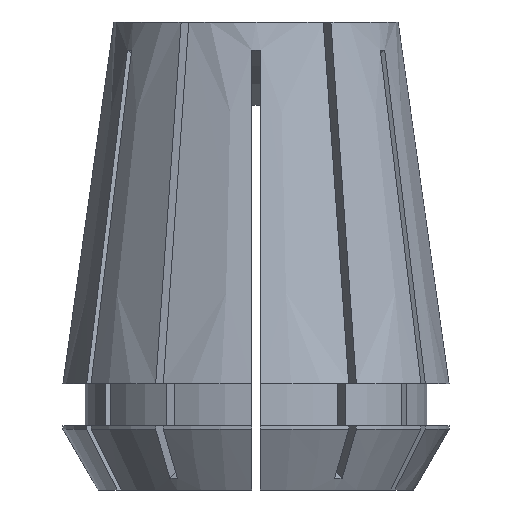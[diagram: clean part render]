
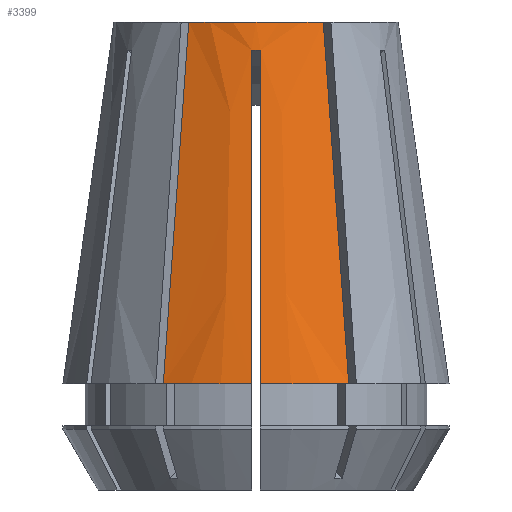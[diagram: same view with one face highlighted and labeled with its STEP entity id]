
A CAD part, front view. The second image highlights one B-rep face of the part: STEP entity #3399.
In plain terms, the highlighted conical face has half-angle 8 degrees and reference radius 16.5 mm.
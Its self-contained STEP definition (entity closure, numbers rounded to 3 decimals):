
#38 = CARTESIAN_POINT ( 'NONE',  ( 5.751, -10.711, 0. ) ) ;
#60 = CARTESIAN_POINT ( 'NONE',  ( -0.375, -16.496, -30.9 ) ) ;
#73 = VERTEX_POINT ( 'NONE', #2517 ) ;
#74 = CARTESIAN_POINT ( 'NONE',  ( 0., 0., 0. ) ) ;
#118 = DIRECTION ( 'NONE',  ( -1., 0., 0. ) ) ;
#133 = CARTESIAN_POINT ( 'NONE',  ( -0.375, -16.496, -30.9 ) ) ;
#172 = CARTESIAN_POINT ( 'NONE',  ( -0.375, -12.49, -2.403 ) ) ;
#196 = B_SPLINE_CURVE_WITH_KNOTS ( 'NONE', 3,
 ( #3629, #1795, #575, #2725, #901, #3026, #1199 ),
 .UNSPECIFIED., .F., .F.,
 ( 4, 3, 4 ),
 ( 0., 0.021, 0.031 ),
 .UNSPECIFIED. ) ;
#292 = CARTESIAN_POINT ( 'NONE',  ( 0., 0., -30.9 ) ) ;
#331 = EDGE_CURVE ( 'NONE', #1055, #3770, #2098, .T. ) ;
#388 = DIRECTION ( 'NONE',  ( 1., 0., 0. ) ) ;
#414 = VERTEX_POINT ( 'NONE', #3467 ) ;
#432 = CARTESIAN_POINT ( 'NONE',  ( 0., 0., -30.9 ) ) ;
#508 = AXIS2_PLACEMENT_3D ( 'NONE', #432, #1671, #118 ) ;
#529 = CARTESIAN_POINT ( 'NONE',  ( 0.375, -13.825, -11.902 ) ) ;
#536 = FACE_OUTER_BOUND ( 'NONE', #2142, .T. ) ;
#575 = CARTESIAN_POINT ( 'NONE',  ( -6.742, -12.427, -14.091 ) ) ;
#623 = DIRECTION ( 'NONE',  ( 1., 0., 0. ) ) ;
#738 = B_SPLINE_CURVE_WITH_KNOTS ( 'NONE', 3,
 ( #1728, #1103, #1478, #1406, #860, #1968, #815 ),
 .UNSPECIFIED., .F., .F.,
 ( 4, 3, 4 ),
 ( 0., 0.021, 0.031 ),
 .UNSPECIFIED. ) ;
#762 = ORIENTED_EDGE ( 'NONE', *, *, #3655, .T. ) ;
#815 = CARTESIAN_POINT ( 'NONE',  ( 7.923, -14.474, -30.9 ) ) ;
#860 = CARTESIAN_POINT ( 'NONE',  ( 7.466, -13.681, -24.391 ) ) ;
#901 = CARTESIAN_POINT ( 'NONE',  ( -7.466, -13.681, -24.391 ) ) ;
#971 = ORIENTED_EDGE ( 'NONE', *, *, #331, .T. ) ;
#1022 = ORIENTED_EDGE ( 'NONE', *, *, #2061, .F. ) ;
#1055 = VERTEX_POINT ( 'NONE', #60 ) ;
#1062 = CARTESIAN_POINT ( 'NONE',  ( -5.751, -10.711, 0. ) ) ;
#1103 = CARTESIAN_POINT ( 'NONE',  ( 6.246, -11.569, -7.045 ) ) ;
#1199 = CARTESIAN_POINT ( 'NONE',  ( -7.923, -14.474, -30.9 ) ) ;
#1239 = VERTEX_POINT ( 'NONE', #2420 ) ;
#1271 = CONICAL_SURFACE ( 'NONE', #508, 16.5, 0.14 ) ;
#1288 = VERTEX_POINT ( 'NONE', #1062 ) ;
#1406 = CARTESIAN_POINT ( 'NONE',  ( 7.237, -13.285, -21.136 ) ) ;
#1471 = CARTESIAN_POINT ( 'NONE',  ( 0.375, -12.49, -2.403 ) ) ;
#1478 = CARTESIAN_POINT ( 'NONE',  ( 6.742, -12.427, -14.091 ) ) ;
#1498 = VERTEX_POINT ( 'NONE', #2010 ) ;
#1512 = CARTESIAN_POINT ( 'NONE',  ( 0.375, -12.49, -2.403 ) ) ;
#1671 = DIRECTION ( 'NONE',  ( 0., 0., -1. ) ) ;
#1712 = EDGE_CURVE ( 'NONE', #3770, #73, #2241, .T. ) ;
#1728 = CARTESIAN_POINT ( 'NONE',  ( 5.751, -10.711, 0. ) ) ;
#1774 = AXIS2_PLACEMENT_3D ( 'NONE', #3676, #1842, #3981 ) ;
#1795 = CARTESIAN_POINT ( 'NONE',  ( -6.246, -11.569, -7.045 ) ) ;
#1827 = AXIS2_PLACEMENT_3D ( 'NONE', #292, #2450, #623 ) ;
#1829 = EDGE_CURVE ( 'NONE', #1997, #1498, #738, .T. ) ;
#1842 = DIRECTION ( 'NONE',  ( 0., 0., 1. ) ) ;
#1956 = CARTESIAN_POINT ( 'NONE',  ( -0.375, -13.825, -11.902 ) ) ;
#1968 = CARTESIAN_POINT ( 'NONE',  ( 7.695, -14.077, -27.645 ) ) ;
#1997 = VERTEX_POINT ( 'NONE', #38 ) ;
#2010 = CARTESIAN_POINT ( 'NONE',  ( 7.923, -14.474, -30.9 ) ) ;
#2061 = EDGE_CURVE ( 'NONE', #414, #73, #2349, .T. ) ;
#2072 = AXIS2_PLACEMENT_3D ( 'NONE', #74, #2220, #388 ) ;
#2096 = CARTESIAN_POINT ( 'NONE',  ( -0.375, -15.161, -21.401 ) ) ;
#2098 = B_SPLINE_CURVE_WITH_KNOTS ( 'NONE', 3,
 ( #133, #2096, #1956, #172 ),
 .UNSPECIFIED., .F., .F.,
 ( 4, 4 ),
 ( 0.024, 0.052 ),
 .UNSPECIFIED. ) ;
#2142 = EDGE_LOOP ( 'NONE', ( #2815, #3432, #762, #2562, #971, #2953, #1022, #2146 ) ) ;
#2146 = ORIENTED_EDGE ( 'NONE', *, *, #3227, .T. ) ;
#2220 = DIRECTION ( 'NONE',  ( 0., 0., 1. ) ) ;
#2241 = B_SPLINE_CURVE_WITH_KNOTS ( 'NONE', 3,
 ( #3927, #3906, #2697, #1512 ),
 .UNSPECIFIED., .F., .F.,
 ( 4, 4 ),
 ( 0., 0.001 ),
 .UNSPECIFIED. ) ;
#2349 = B_SPLINE_CURVE_WITH_KNOTS ( 'NONE', 3,
 ( #2665, #3878, #529, #1471 ),
 .UNSPECIFIED., .F., .F.,
 ( 4, 4 ),
 ( 0.024, 0.052 ),
 .UNSPECIFIED. ) ;
#2420 = CARTESIAN_POINT ( 'NONE',  ( -7.923, -14.474, -30.9 ) ) ;
#2450 = DIRECTION ( 'NONE',  ( 0., 0., 1. ) ) ;
#2477 = CARTESIAN_POINT ( 'NONE',  ( -0.375, -12.49, -2.403 ) ) ;
#2517 = CARTESIAN_POINT ( 'NONE',  ( 0.375, -12.49, -2.403 ) ) ;
#2552 = EDGE_CURVE ( 'NONE', #1239, #1055, #3664, .T. ) ;
#2562 = ORIENTED_EDGE ( 'NONE', *, *, #2552, .T. ) ;
#2665 = CARTESIAN_POINT ( 'NONE',  ( 0.375, -16.496, -30.9 ) ) ;
#2697 = CARTESIAN_POINT ( 'NONE',  ( 0.125, -12.497, -2.399 ) ) ;
#2725 = CARTESIAN_POINT ( 'NONE',  ( -7.237, -13.285, -21.136 ) ) ;
#2815 = ORIENTED_EDGE ( 'NONE', *, *, #1829, .F. ) ;
#2953 = ORIENTED_EDGE ( 'NONE', *, *, #1712, .T. ) ;
#3026 = CARTESIAN_POINT ( 'NONE',  ( -7.695, -14.077, -27.645 ) ) ;
#3227 = EDGE_CURVE ( 'NONE', #414, #1498, #3556, .T. ) ;
#3399 = ADVANCED_FACE ( 'NONE', ( #536 ), #1271, .T. ) ;
#3432 = ORIENTED_EDGE ( 'NONE', *, *, #3915, .F. ) ;
#3459 = CIRCLE ( 'NONE', #2072, 12.158 ) ;
#3467 = CARTESIAN_POINT ( 'NONE',  ( 0.375, -16.496, -30.9 ) ) ;
#3556 = CIRCLE ( 'NONE', #1827, 16.5 ) ;
#3629 = CARTESIAN_POINT ( 'NONE',  ( -5.751, -10.711, 0. ) ) ;
#3655 = EDGE_CURVE ( 'NONE', #1288, #1239, #196, .T. ) ;
#3664 = CIRCLE ( 'NONE', #1774, 16.5 ) ;
#3676 = CARTESIAN_POINT ( 'NONE',  ( 0., 0., -30.9 ) ) ;
#3770 = VERTEX_POINT ( 'NONE', #2477 ) ;
#3878 = CARTESIAN_POINT ( 'NONE',  ( 0.375, -15.161, -21.401 ) ) ;
#3906 = CARTESIAN_POINT ( 'NONE',  ( -0.125, -12.497, -2.399 ) ) ;
#3915 = EDGE_CURVE ( 'NONE', #1288, #1997, #3459, .T. ) ;
#3927 = CARTESIAN_POINT ( 'NONE',  ( -0.375, -12.49, -2.403 ) ) ;
#3981 = DIRECTION ( 'NONE',  ( 1., 0., 0. ) ) ;
